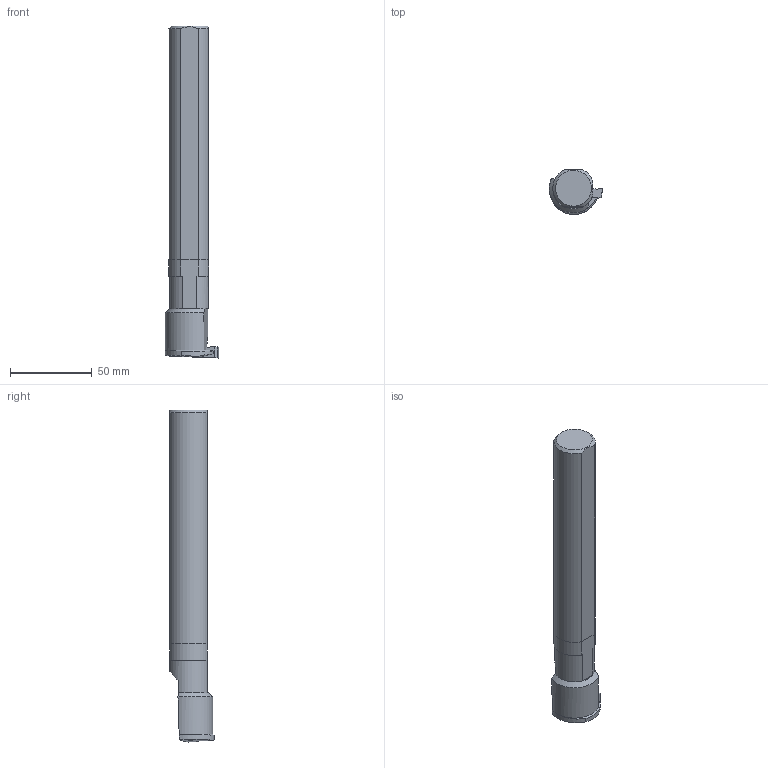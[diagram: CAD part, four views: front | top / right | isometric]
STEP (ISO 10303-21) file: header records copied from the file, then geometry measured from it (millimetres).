
FILE_DESCRIPTION(/* description */ (''),/* implementation_level */ '2;1');
FILE_NAME(/* name */ 'CNL001008-20AHD.stp',/* time_stamp */ '2018-03-29T15:40:10+05:00',/* author */ (''),/* organization */ (''),/* preprocessor_version */ 'ST-DEVELOPER v16',/* originating_system */ 'SIEMENS PLM Software NX 11.0',/* authorisation */ '');
FILE_SCHEMA (('AUTOMOTIVE_DESIGN { 1 0 10303 214 3 1 1 1 }'));
Length unit declared in the file: millimetre
Products named in the file (1): CNL001008-20AHD
Bounding box: 32.7 x 27.2 x 203.7 mm (x, y, z)
Volume: 93819 mm3; surface area: 18897.6 mm2
Topology: 3 solids, 3 shells, 65 faces, 174 edges, 115 vertices
Faces by surface type: plane 43, cylinder 16, cone 6
Entity records: 2114 total; most frequent: CARTESIAN_POINT 402, DIRECTION 346, ORIENTED_EDGE 344, EDGE_CURVE 172, AXIS2_PLACEMENT_3D 116, VERTEX_POINT 114, LINE 114, VECTOR 114
